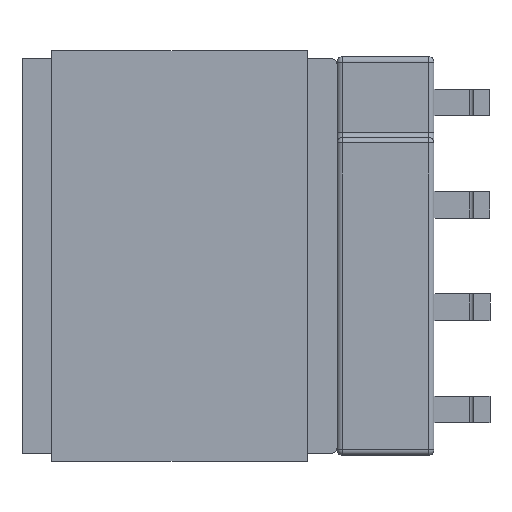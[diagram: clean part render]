
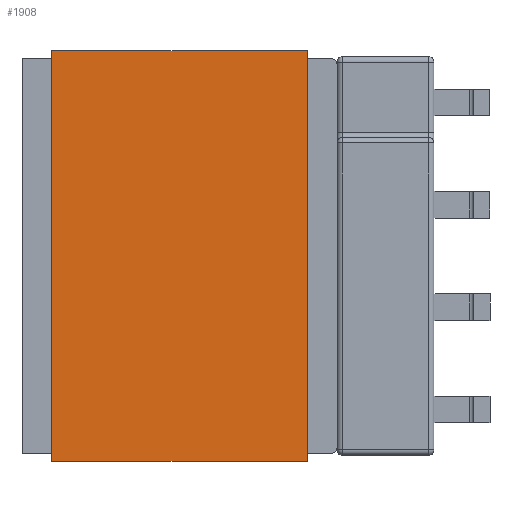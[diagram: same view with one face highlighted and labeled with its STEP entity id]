
A CAD part, left-side view. The second image highlights one B-rep face of the part: STEP entity #1908.
In plain terms, the highlighted planar face has unit normal (-1, 0, 0).
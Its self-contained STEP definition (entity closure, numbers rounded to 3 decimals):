
#75 = CARTESIAN_POINT ( 'NONE',  ( -0.14, 0.14, -4.75 ) ) ;
#104 = LINE ( 'NONE', #2995, #2062 ) ;
#951 = FACE_OUTER_BOUND ( 'NONE', #10534, .T. ) ;
#1105 = CARTESIAN_POINT ( 'NONE',  ( -0.14, -7.49, -4.75 ) ) ;
#1461 = VERTEX_POINT ( 'NONE', #1105 ) ;
#1908 = ADVANCED_FACE ( 'NONE', ( #951 ), #9210, .T. ) ;
#2062 = VECTOR ( 'NONE', #2135, 1000. ) ;
#2097 = DIRECTION ( 'NONE',  ( 0., 0., 1. ) ) ;
#2135 = DIRECTION ( 'NONE',  ( 0., -1., 0. ) ) ;
#2198 = EDGE_CURVE ( 'NONE', #1461, #6878, #6892, .T. ) ;
#2243 = EDGE_CURVE ( 'NONE', #3788, #6878, #104, .T. ) ;
#2332 = DIRECTION ( 'NONE',  ( 0., 0., 1. ) ) ;
#2995 = CARTESIAN_POINT ( 'NONE',  ( -0.14, 0.14, 0. ) ) ;
#3241 = VECTOR ( 'NONE', #2332, 1000. ) ;
#3466 = AXIS2_PLACEMENT_3D ( 'NONE', #4044, #3958, #5731 ) ;
#3788 = VERTEX_POINT ( 'NONE', #10437 ) ;
#3856 = VECTOR ( 'NONE', #2097, 1000. ) ;
#3944 = CARTESIAN_POINT ( 'NONE',  ( -0.14, -7.49, -4.75 ) ) ;
#3958 = DIRECTION ( 'NONE',  ( -1., 0., 0. ) ) ;
#4044 = CARTESIAN_POINT ( 'NONE',  ( -0.14, 0.14, -4.75 ) ) ;
#4183 = ORIENTED_EDGE ( 'NONE', *, *, #7720, .F. ) ;
#4435 = VERTEX_POINT ( 'NONE', #75 ) ;
#5731 = DIRECTION ( 'NONE',  ( 0., -1., 0. ) ) ;
#6791 = CARTESIAN_POINT ( 'NONE',  ( -0.14, 0.14, -4.75 ) ) ;
#6878 = VERTEX_POINT ( 'NONE', #8324 ) ;
#6892 = LINE ( 'NONE', #3944, #3856 ) ;
#6980 = ORIENTED_EDGE ( 'NONE', *, *, #2198, .T. ) ;
#7720 = EDGE_CURVE ( 'NONE', #4435, #3788, #10872, .T. ) ;
#7763 = ORIENTED_EDGE ( 'NONE', *, *, #10732, .T. ) ;
#7846 = VECTOR ( 'NONE', #11161, 1000. ) ;
#8120 = LINE ( 'NONE', #9373, #7846 ) ;
#8324 = CARTESIAN_POINT ( 'NONE',  ( -0.14, -7.49, 0. ) ) ;
#9210 = PLANE ( 'NONE',  #3466 ) ;
#9373 = CARTESIAN_POINT ( 'NONE',  ( -0.14, 0.14, -4.75 ) ) ;
#10437 = CARTESIAN_POINT ( 'NONE',  ( -0.14, 0.14, 0. ) ) ;
#10534 = EDGE_LOOP ( 'NONE', ( #11302, #4183, #7763, #6980 ) ) ;
#10732 = EDGE_CURVE ( 'NONE', #4435, #1461, #8120, .T. ) ;
#10872 = LINE ( 'NONE', #6791, #3241 ) ;
#11161 = DIRECTION ( 'NONE',  ( 0., -1., 0. ) ) ;
#11302 = ORIENTED_EDGE ( 'NONE', *, *, #2243, .F. ) ;
